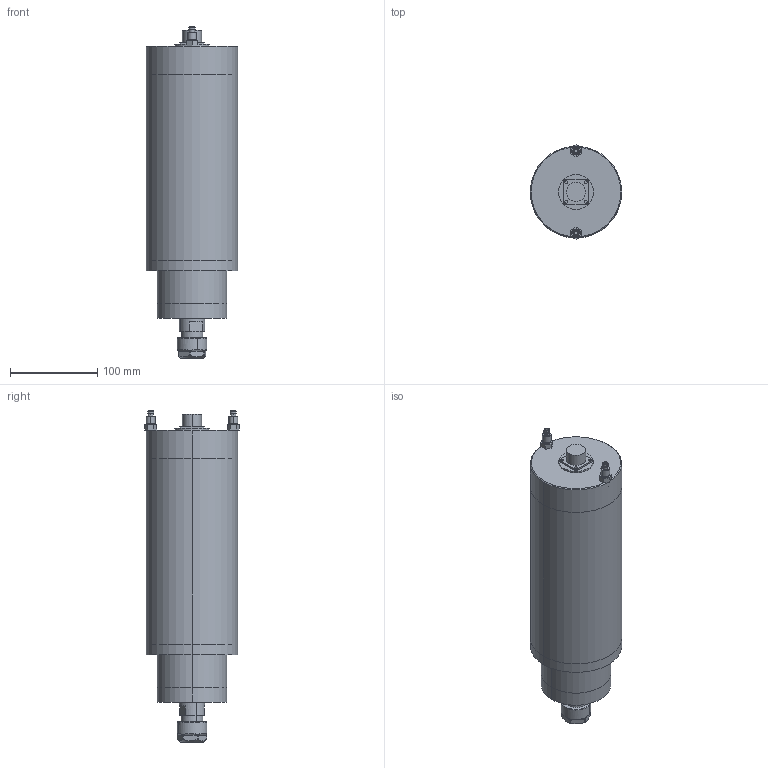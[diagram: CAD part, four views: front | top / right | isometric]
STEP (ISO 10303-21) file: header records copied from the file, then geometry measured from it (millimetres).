
FILE_DESCRIPTION (( 'STEP AP214' ), '1' );
FILE_NAME ('GDK105-9-31Z-2.2-5.STEP', '2021-05-07T00:47:36', ( '萇齟' ), ( '' ), 'SwSTEP 2.0', 'SolidWorks 2018', '' );
FILE_SCHEMA (( 'AUTOMOTIVE_DESIGN' ));
Length unit declared in the file: millimetre
Products named in the file (10): GDK105-9-31Z-2.2-5.0粣創釱; GDK105-9-31Z-2.2-5.0儂褲; 阨郲30.5ㄗM8ㄘ; 堤盄釱脣芛28x28; GDK105-9-31Z-2.2-5; GDK105-9-31Z-2.2-5.0粣芛; ER20 粟俶芠標; GDK105-9-31Z-2.2-5.0堤盄釱; GDK105-9-31Z-2.2-5.0滅鳥裔; ER20蹟簽
Assembly tree (10 placements, depth 2):
  GDK105-9-31Z-2.2-5
    GDK105-9-31Z-2.2-5.0儂褲
    GDK105-9-31Z-2.2-5.0堤盄釱
    GDK105-9-31Z-2.2-5.0粣創釱
    GDK105-9-31Z-2.2-5.0滅鳥裔
    GDK105-9-31Z-2.2-5.0粣芛
    ER20 粟俶芠標
    ER20蹟簽
    堤盄釱脣芛28x28
    阨郲30.5ㄗM8ㄘ  x2
Bounding box: 105 x 108.86 x 381.5 mm (x, y, z)
Volume: 2436275.9 mm3; surface area: 186414.7 mm2
Topology: 10 solids, 10 shells, 173 faces, 380 edges, 250 vertices
Faces by surface type: cylinder 86, plane 73, cone 14
Entity records: 4888 total; most frequent: CARTESIAN_POINT 1000, DIRECTION 784, ORIENTED_EDGE 640, AXIS2_PLACEMENT_3D 322, EDGE_CURVE 320, VERTEX_POINT 210, EDGE_LOOP 180, CIRCLE 164
